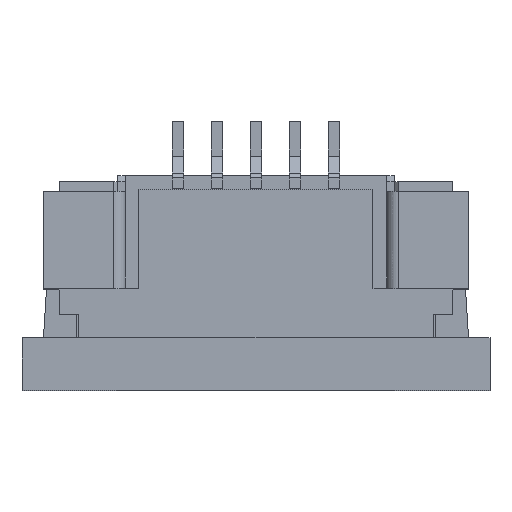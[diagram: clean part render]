
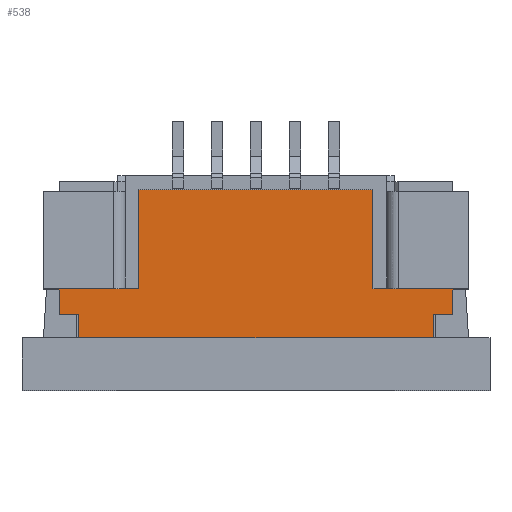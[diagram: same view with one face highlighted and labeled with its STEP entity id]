
A CAD part, top view. The second image highlights one B-rep face of the part: STEP entity #538.
In plain terms, the highlighted planar face has unit normal (0, 0, 1).
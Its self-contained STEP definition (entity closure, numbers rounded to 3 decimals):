
#538=ADVANCED_FACE('',(#2834),#2836,.T.);
#2834=FACE_BOUND('',#2835,.T.);
#2835=EDGE_LOOP('',(#4650,#4651,#4652,#4653,#4654,#4655,#4656,#4657,#4658,#4659,
#4660,#4661));
#2836=PLANE('',#2837);
#2837=AXIS2_PLACEMENT_3D('',#2838,#2839,#2840);
#2838=CARTESIAN_POINT('',(5.05,1.35,2.45));
#2839=DIRECTION('',(0.,-0.,1.));
#2840=DIRECTION('',(0.,1.,0.));
#4650=ORIENTED_EDGE('',*,*,#6039,.T.);
#4651=ORIENTED_EDGE('',*,*,#6041,.T.);
#4652=ORIENTED_EDGE('',*,*,#6042,.T.);
#4653=ORIENTED_EDGE('',*,*,#6043,.T.);
#4654=ORIENTED_EDGE('',*,*,#6044,.T.);
#4655=ORIENTED_EDGE('',*,*,#6045,.T.);
#4656=ORIENTED_EDGE('',*,*,#6046,.T.);
#4657=ORIENTED_EDGE('',*,*,#6047,.F.);
#4658=ORIENTED_EDGE('',*,*,#6048,.T.);
#4659=ORIENTED_EDGE('',*,*,#6049,.T.);
#4660=ORIENTED_EDGE('',*,*,#6004,.F.);
#4661=ORIENTED_EDGE('',*,*,#5995,.T.);
#5995=EDGE_CURVE('',#6764,#6774,#6776,.F.);
#6004=EDGE_CURVE('',#6764,#6792,#6793,.T.);
#6039=EDGE_CURVE('',#6774,#6856,#6857,.T.);
#6041=EDGE_CURVE('',#6856,#6859,#6860,.T.);
#6042=EDGE_CURVE('',#6859,#6861,#6862,.F.);
#6043=EDGE_CURVE('',#6861,#6863,#6864,.F.);
#6044=EDGE_CURVE('',#6863,#6865,#6866,.F.);
#6045=EDGE_CURVE('',#6865,#6867,#6868,.F.);
#6046=EDGE_CURVE('',#6867,#6869,#6870,.F.);
#6047=EDGE_CURVE('',#6871,#6869,#6872,.T.);
#6048=EDGE_CURVE('',#6871,#6873,#6874,.F.);
#6049=EDGE_CURVE('',#6873,#6792,#6875,.T.);
#6764=VERTEX_POINT('',#7902);
#6774=VERTEX_POINT('',#7922);
#6776=LINE('',#7926,#7927);
#6792=VERTEX_POINT('',#7960);
#6793=LINE('',#7961,#7962);
#6856=VERTEX_POINT('',#8094);
#6857=LINE('',#8095,#8096);
#6859=VERTEX_POINT('',#8101);
#6860=LINE('',#8102,#8103);
#6861=VERTEX_POINT('',#8105);
#6862=LINE('',#8106,#8107);
#6863=VERTEX_POINT('',#8109);
#6864=LINE('',#8110,#8111);
#6865=VERTEX_POINT('',#8113);
#6866=LINE('',#8114,#8115);
#6867=VERTEX_POINT('',#8117);
#6868=LINE('',#8118,#8119);
#6869=VERTEX_POINT('',#8121);
#6870=LINE('',#8122,#8123);
#6871=VERTEX_POINT('',#8125);
#6872=LINE('',#8126,#8127);
#6873=VERTEX_POINT('',#8129);
#6874=LINE('',#8130,#8131);
#6875=LINE('',#8133,#8134);
#7902=CARTESIAN_POINT('',(4.55,1.35,2.45));
#7922=CARTESIAN_POINT('',(4.55,1.95,2.45));
#7926=CARTESIAN_POINT('',(4.55,1.95,2.45));
#7927=VECTOR('',#7928,1.);
#7928=DIRECTION('',(0.,-1.,0.));
#7960=CARTESIAN_POINT('',(-4.55,1.35,2.45));
#7961=CARTESIAN_POINT('',(4.55,1.35,2.45));
#7962=VECTOR('',#7963,1.);
#7963=DIRECTION('',(-1.,0.,0.));
#8094=CARTESIAN_POINT('',(5.05,1.95,2.45));
#8095=CARTESIAN_POINT('',(4.55,1.95,2.45));
#8096=VECTOR('',#8097,1.);
#8097=DIRECTION('',(1.,0.,0.));
#8101=CARTESIAN_POINT('',(5.05,2.6,2.45));
#8102=CARTESIAN_POINT('',(5.05,1.95,2.45));
#8103=VECTOR('',#8104,1.);
#8104=DIRECTION('',(0.,1.,0.));
#8105=CARTESIAN_POINT('',(3.,2.6,2.45));
#8106=CARTESIAN_POINT('',(3.,2.6,2.45));
#8107=VECTOR('',#8108,1.);
#8108=DIRECTION('',(1.,0.,0.));
#8109=CARTESIAN_POINT('',(3.,5.15,2.45));
#8110=CARTESIAN_POINT('',(3.,5.15,2.45));
#8111=VECTOR('',#8112,1.);
#8112=DIRECTION('',(0.,-1.,0.));
#8113=CARTESIAN_POINT('',(-3.,5.15,2.45));
#8114=CARTESIAN_POINT('',(-3.,5.15,2.45));
#8115=VECTOR('',#8116,1.);
#8116=DIRECTION('',(1.,0.,0.));
#8117=CARTESIAN_POINT('',(-3.,2.6,2.45));
#8118=CARTESIAN_POINT('',(-3.,2.6,2.45));
#8119=VECTOR('',#8120,1.);
#8120=DIRECTION('',(0.,1.,0.));
#8121=CARTESIAN_POINT('',(-5.05,2.6,2.45));
#8122=CARTESIAN_POINT('',(-5.05,2.6,2.45));
#8123=VECTOR('',#8124,1.);
#8124=DIRECTION('',(1.,0.,0.));
#8125=CARTESIAN_POINT('',(-5.05,1.95,2.45));
#8126=CARTESIAN_POINT('',(-5.05,1.95,2.45));
#8127=VECTOR('',#8128,1.);
#8128=DIRECTION('',(0.,1.,0.));
#8129=CARTESIAN_POINT('',(-4.55,1.95,2.45));
#8130=CARTESIAN_POINT('',(-4.55,1.95,2.45));
#8131=VECTOR('',#8132,1.);
#8132=DIRECTION('',(-1.,0.,0.));
#8133=CARTESIAN_POINT('',(-4.55,1.95,2.45));
#8134=VECTOR('',#8135,1.);
#8135=DIRECTION('',(0.,-1.,0.));
